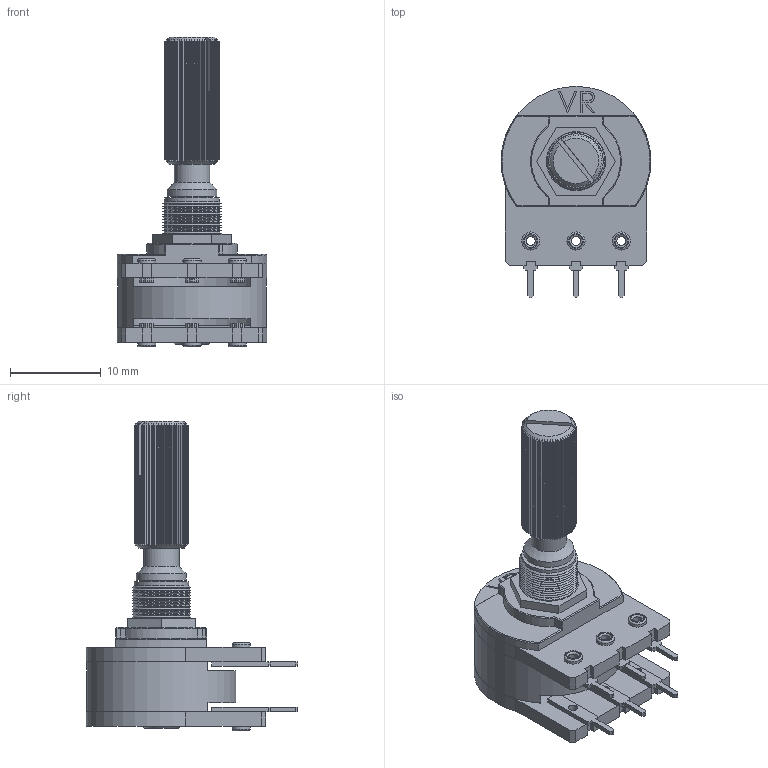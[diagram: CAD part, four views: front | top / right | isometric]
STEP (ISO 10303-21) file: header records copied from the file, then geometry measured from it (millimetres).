
FILE_DESCRIPTION(/* description */ (''),/* implementation_level */ '2;1');
FILE_NAME(/* name */ 'DOUBLE POTENTIOMETER.stp',/* time_stamp */ '2018-09-20T17:50:09+02:00',/* author */ ('zooley'),/* organization */ (''),/* preprocessor_version */ 'ST-DEVELOPER v15.6',/* originating_system */ 'Autodesk Inventor 2015',/* authorisation */ '');
FILE_SCHEMA (('CONFIG_CONTROL_DESIGN'));
Length unit declared in the file: millimetre
Products named in the file (1): DOUBLE POTENTIOMETER
Bounding box: 16.5 x 23.25 x 34.1 mm (x, y, z)
Volume: 1890.4 mm3; surface area: 3346.5 mm2
Topology: 2 solids, 2 shells, 476 faces, 1278 edges, 824 vertices
Faces by surface type: plane 328, cylinder 87, cone 38, torus 14, bspline 9
Full cylindrical faces by diameter (mm): 1 x6, 2 x6, 3 x1, 3.9 x1, 4.5 x1, 4.6 x1, 5.5 x1, 6 x1, 6.5 x1, 15.8 x1, 16.4 x1
Entity records: 15314 total; most frequent: CARTESIAN_POINT 3565, ORIENTED_EDGE 2410, DIRECTION 2121, EDGE_CURVE 1205, VERTEX_POINT 818, LINE 725, VECTOR 725, AXIS2_PLACEMENT_3D 698
